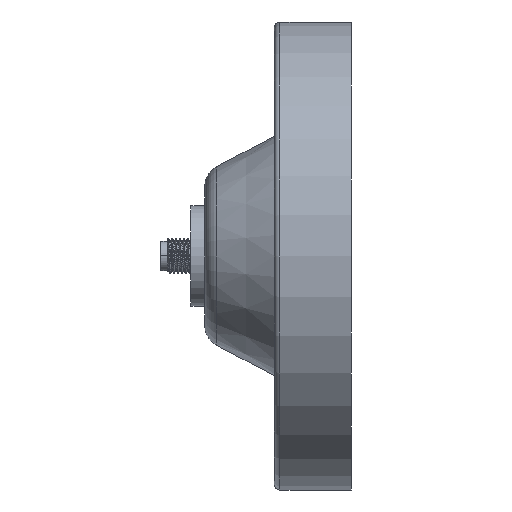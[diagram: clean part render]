
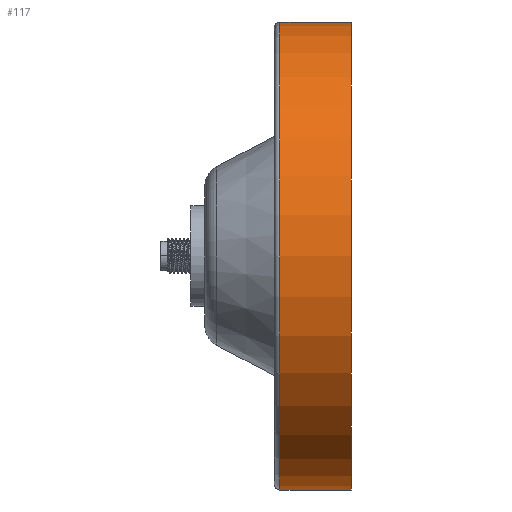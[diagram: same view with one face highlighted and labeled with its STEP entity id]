
A CAD part, left-side view. The second image highlights one B-rep face of the part: STEP entity #117.
In plain terms, the highlighted cylindrical face has radius 42 mm (diameter 84 mm), a partial arc.
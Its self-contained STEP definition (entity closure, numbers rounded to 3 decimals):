
#5 = VERTEX_POINT ( 'NONE', #4005 ) ;
#117 = ADVANCED_FACE ( 'NONE', ( #2159 ), #705, .T. ) ;
#333 = CARTESIAN_POINT ( 'NONE',  ( 0., -28.8, 0. ) ) ;
#463 = EDGE_CURVE ( 'NONE', #3875, #2133, #609, .T. ) ;
#499 = DIRECTION ( 'NONE',  ( 0., 0., -1. ) ) ;
#609 = CIRCLE ( 'NONE', #2020, 42. ) ;
#660 = CARTESIAN_POINT ( 'NONE',  ( 0., -16., 42. ) ) ;
#705 = CYLINDRICAL_SURFACE ( 'NONE', #3272, 42. ) ;
#980 = AXIS2_PLACEMENT_3D ( 'NONE', #333, #3177, #1734 ) ;
#1115 = CARTESIAN_POINT ( 'NONE',  ( 0., -28.8, 42. ) ) ;
#1164 = CARTESIAN_POINT ( 'NONE',  ( 0., -16., -42. ) ) ;
#1264 = VERTEX_POINT ( 'NONE', #1115 ) ;
#1734 = DIRECTION ( 'NONE',  ( 0., 0., -1. ) ) ;
#1747 = EDGE_CURVE ( 'NONE', #3875, #1264, #2410, .T. ) ;
#1912 = DIRECTION ( 'NONE',  ( 0., -1., 0. ) ) ;
#2020 = AXIS2_PLACEMENT_3D ( 'NONE', #5124, #1912, #499 ) ;
#2105 = EDGE_CURVE ( 'NONE', #1264, #5, #3763, .T. ) ;
#2133 = VERTEX_POINT ( 'NONE', #1164 ) ;
#2153 = ORIENTED_EDGE ( 'NONE', *, *, #463, .T. ) ;
#2159 = FACE_OUTER_BOUND ( 'NONE', #2189, .T. ) ;
#2189 = EDGE_LOOP ( 'NONE', ( #5004, #2153, #3578, #5915 ) ) ;
#2410 = LINE ( 'NONE', #5574, #3877 ) ;
#2447 = EDGE_CURVE ( 'NONE', #2133, #5, #5440, .T. ) ;
#2994 = CARTESIAN_POINT ( 'NONE',  ( 0., 0., -42. ) ) ;
#3177 = DIRECTION ( 'NONE',  ( 0., -1., 0. ) ) ;
#3184 = DIRECTION ( 'NONE',  ( 0., 0., -1. ) ) ;
#3272 = AXIS2_PLACEMENT_3D ( 'NONE', #4224, #4157, #3184 ) ;
#3578 = ORIENTED_EDGE ( 'NONE', *, *, #2447, .T. ) ;
#3621 = VECTOR ( 'NONE', #3902, 1000. ) ;
#3763 = CIRCLE ( 'NONE', #980, 42. ) ;
#3875 = VERTEX_POINT ( 'NONE', #660 ) ;
#3877 = VECTOR ( 'NONE', #4566, 1000. ) ;
#3902 = DIRECTION ( 'NONE',  ( 0., -1., 0. ) ) ;
#4005 = CARTESIAN_POINT ( 'NONE',  ( 0., -28.8, -42. ) ) ;
#4157 = DIRECTION ( 'NONE',  ( 0., -1., 0. ) ) ;
#4224 = CARTESIAN_POINT ( 'NONE',  ( 0., 0., 0. ) ) ;
#4566 = DIRECTION ( 'NONE',  ( 0., -1., 0. ) ) ;
#5004 = ORIENTED_EDGE ( 'NONE', *, *, #1747, .F. ) ;
#5124 = CARTESIAN_POINT ( 'NONE',  ( 0., -16., 0. ) ) ;
#5440 = LINE ( 'NONE', #2994, #3621 ) ;
#5574 = CARTESIAN_POINT ( 'NONE',  ( 0., 0., 42. ) ) ;
#5915 = ORIENTED_EDGE ( 'NONE', *, *, #2105, .F. ) ;
